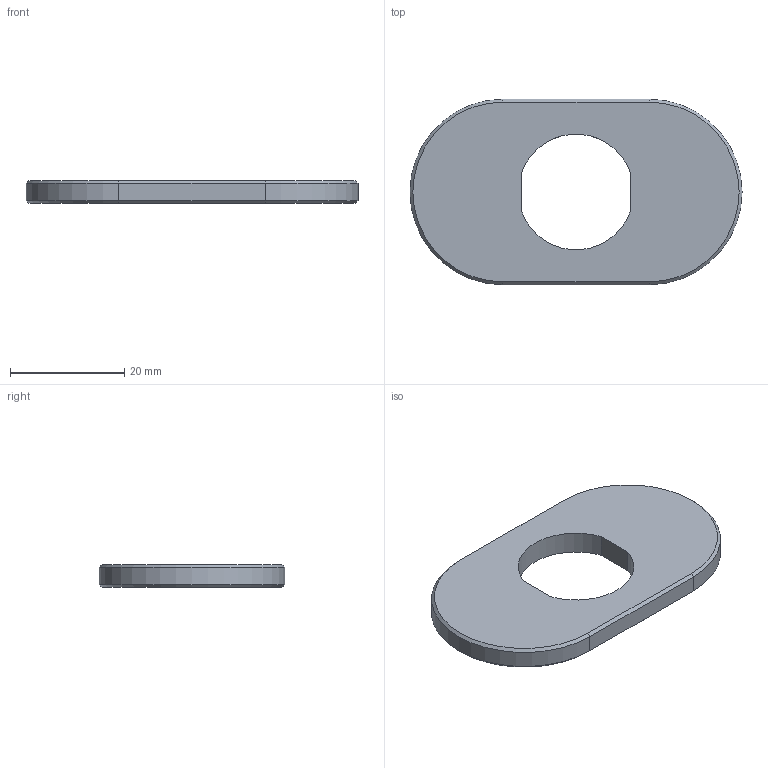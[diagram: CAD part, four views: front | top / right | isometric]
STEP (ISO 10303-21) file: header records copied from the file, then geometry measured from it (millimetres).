
FILE_DESCRIPTION(('FreeCAD Model'),'2;1');
FILE_NAME('end_tap_wrench_20mm.step','2020-06-28T09:55:22',('Felix Morgner'),(''), 'Open CASCADE STEP processor 7.4','FreeCAD','Unknown');
FILE_SCHEMA(('AUTOMOTIVE_DESIGN { 1 0 10303 214 1 1 1 1 }'));
Length unit declared in the file: millimetre
Products named in the file (2): End-tap_Wrench_20_mm; Wrench
Assembly tree (1 placements, depth 2):
  End-tap_Wrench_20_mm
    Wrench
Bounding box: 58 x 32.4 x 4 mm (x, y, z)
Volume: 5315.2 mm3; surface area: 3451.1 mm2
Topology: 1 solids, 1 shells, 18 faces, 40 edges, 24 vertices
Faces by surface type: plane 10, cylinder 4, cone 4
Entity records: 1079 total; most frequent: CARTESIAN_POINT 212, DIRECTION 164, LINE 100, VECTOR 100, ORIENTED_EDGE 80, PCURVE 80, DEFINITIONAL_REPRESENTATION 80, EDGE_CURVE 40
